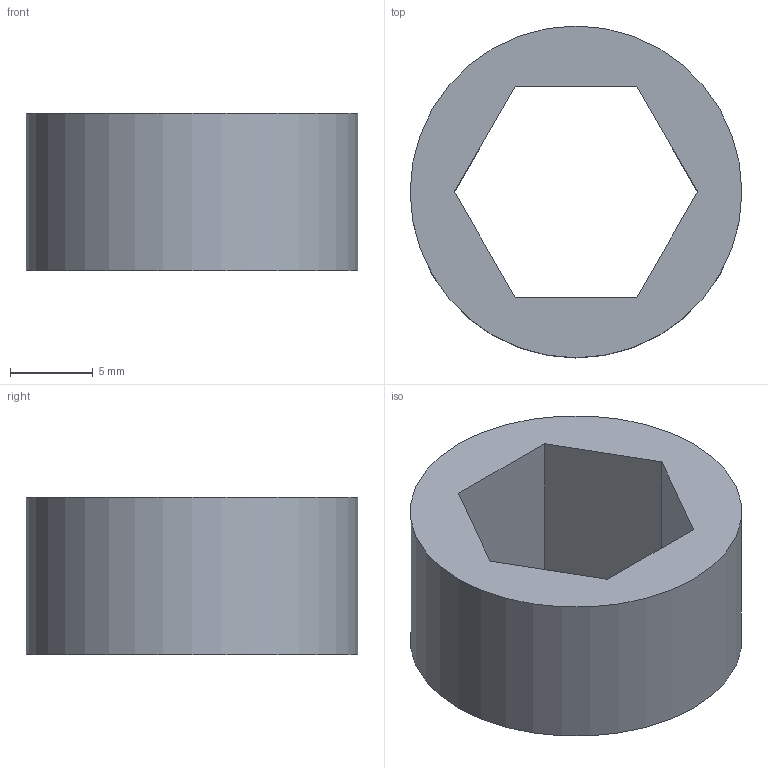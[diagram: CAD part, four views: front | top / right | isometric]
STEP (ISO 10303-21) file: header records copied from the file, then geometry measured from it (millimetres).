
FILE_DESCRIPTION (( 'STEP AP214' ), '1' );
FILE_NAME ('am-3948-375 500H x 375IN Spacer.STEP', '2020-03-02T18:53:03', ( '' ), ( '' ), 'SwSTEP 2.0', 'SolidWorks 2019', '' );
FILE_SCHEMA (( 'AUTOMOTIVE_DESIGN' ));
Length unit declared in the file: inch
Products named in the file (1): am-3948-375 500H x 375IN Spacer
Bounding box: 20 x 20 x 9.53 mm (x, y, z)
Volume: 1661.9 mm3; surface area: 1366.5 mm2
Topology: 1 solids, 1 shells, 9 faces, 21 edges, 14 vertices
Faces by surface type: plane 8, cylinder 1
Full cylindrical faces by diameter (mm): 20 x1
Entity records: 296 total; most frequent: CARTESIAN_POINT 44, DIRECTION 42, ORIENTED_EDGE 40, EDGE_CURVE 20, VECTOR 18, LINE 18, VERTEX_POINT 14, AXIS2_PLACEMENT_3D 12
